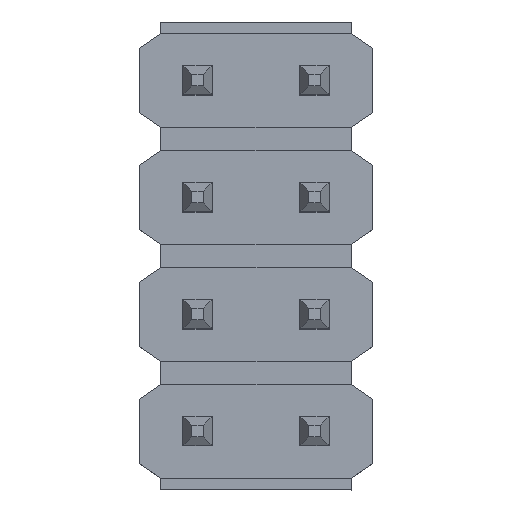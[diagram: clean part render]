
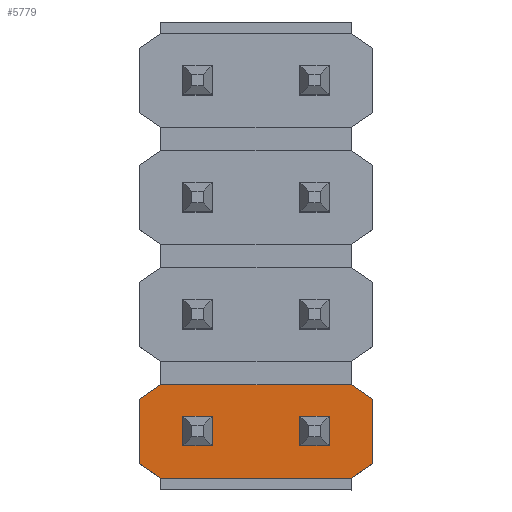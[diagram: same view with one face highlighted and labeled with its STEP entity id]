
A CAD part, top view. The second image highlights one B-rep face of the part: STEP entity #5779.
In plain terms, the highlighted planar face has unit normal (0, 0, 1).
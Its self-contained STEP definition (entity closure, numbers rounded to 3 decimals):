
#492=ORIENTED_EDGE('',*,*,#1271,.T.);
#493=ORIENTED_EDGE('',*,*,#1189,.F.);
#494=ORIENTED_EDGE('',*,*,#1291,.T.);
#495=ORIENTED_EDGE('',*,*,#1299,.T.);
#496=ORIENTED_EDGE('',*,*,#1380,.F.);
#497=ORIENTED_EDGE('',*,*,#1200,.F.);
#498=ORIENTED_EDGE('',*,*,#1334,.F.);
#499=ORIENTED_EDGE('',*,*,#1314,.F.);
#500=ORIENTED_EDGE('',*,*,#1442,.T.);
#501=ORIENTED_EDGE('',*,*,#1443,.T.);
#502=ORIENTED_EDGE('',*,*,#1444,.T.);
#503=ORIENTED_EDGE('',*,*,#1445,.T.);
#504=ORIENTED_EDGE('',*,*,#1446,.T.);
#505=ORIENTED_EDGE('',*,*,#1447,.T.);
#506=ORIENTED_EDGE('',*,*,#1448,.T.);
#507=ORIENTED_EDGE('',*,*,#1449,.T.);
#1189=EDGE_CURVE('',#1758,#1759,#2109,.T.);
#1200=EDGE_CURVE('',#1768,#1769,#2120,.T.);
#1271=EDGE_CURVE('',#1828,#1759,#2191,.T.);
#1291=EDGE_CURVE('',#1758,#1845,#2211,.T.);
#1299=EDGE_CURVE('',#1845,#1849,#2219,.T.);
#1314=EDGE_CURVE('',#1828,#1861,#2234,.T.);
#1334=EDGE_CURVE('',#1861,#1768,#2254,.T.);
#1380=EDGE_CURVE('',#1769,#1849,#2300,.T.);
#1442=EDGE_CURVE('',#1920,#1921,#2362,.T.);
#1443=EDGE_CURVE('',#1921,#1922,#2363,.T.);
#1444=EDGE_CURVE('',#1922,#1923,#2364,.T.);
#1445=EDGE_CURVE('',#1923,#1920,#2365,.T.);
#1446=EDGE_CURVE('',#1924,#1925,#2366,.T.);
#1447=EDGE_CURVE('',#1925,#1926,#2367,.T.);
#1448=EDGE_CURVE('',#1926,#1927,#2368,.T.);
#1449=EDGE_CURVE('',#1927,#1924,#2369,.T.);
#1758=VERTEX_POINT('',#7286);
#1759=VERTEX_POINT('',#7287);
#1768=VERTEX_POINT('',#7310);
#1769=VERTEX_POINT('',#7311);
#1828=VERTEX_POINT('',#7460);
#1845=VERTEX_POINT('',#7501);
#1849=VERTEX_POINT('',#7515);
#1861=VERTEX_POINT('',#7545);
#1920=VERTEX_POINT('',#7788);
#1921=VERTEX_POINT('',#7789);
#1922=VERTEX_POINT('',#7791);
#1923=VERTEX_POINT('',#7793);
#1924=VERTEX_POINT('',#7796);
#1925=VERTEX_POINT('',#7797);
#1926=VERTEX_POINT('',#7799);
#1927=VERTEX_POINT('',#7801);
#2109=LINE('',#7285,#2681);
#2120=LINE('',#7309,#2692);
#2191=LINE('',#7459,#2763);
#2211=LINE('',#7502,#2783);
#2219=LINE('',#7516,#2791);
#2234=LINE('',#7547,#2806);
#2254=LINE('',#7588,#2826);
#2300=LINE('',#7661,#2872);
#2362=LINE('',#7787,#2934);
#2363=LINE('',#7790,#2935);
#2364=LINE('',#7792,#2936);
#2365=LINE('',#7794,#2937);
#2366=LINE('',#7795,#2938);
#2367=LINE('',#7798,#2939);
#2368=LINE('',#7800,#2940);
#2369=LINE('',#7802,#2941);
#2681=VECTOR('',#6215,1000.);
#2692=VECTOR('',#6232,1000.);
#2763=VECTOR('',#6341,1000.);
#2783=VECTOR('',#6371,1000.);
#2791=VECTOR('',#6383,1000.);
#2806=VECTOR('',#6406,1000.);
#2826=VECTOR('',#6440,1000.);
#2872=VECTOR('',#6516,1000.);
#2934=VECTOR('',#6642,1000.);
#2935=VECTOR('',#6643,1000.);
#2936=VECTOR('',#6644,1000.);
#2937=VECTOR('',#6645,1000.);
#2938=VECTOR('',#6646,1000.);
#2939=VECTOR('',#6647,1000.);
#2940=VECTOR('',#6648,1000.);
#2941=VECTOR('',#6649,1000.);
#3331=EDGE_LOOP('',(#492,#493,#494,#495,#496,#497,#498,#499));
#3332=EDGE_LOOP('',(#500,#501,#502,#503));
#3333=EDGE_LOOP('',(#504,#505,#506,#507));
#3589=FACE_BOUND('',#3331,.T.);
#3590=FACE_BOUND('',#3332,.T.);
#3591=FACE_BOUND('',#3333,.T.);
#3841=PLANE('',#6028);
#5779=ADVANCED_FACE('',(#3589,#3590,#3591),#3841,.T.);
#6028=AXIS2_PLACEMENT_3D('',#7786,#6640,#6641);
#6215=DIRECTION('',(0.,-1.,0.));
#6232=DIRECTION('',(0.,1.,0.));
#6341=DIRECTION('',(0.57,0.821,0.));
#6371=DIRECTION('',(-0.57,0.821,0.));
#6383=DIRECTION('',(-1.,0.,0.));
#6406=DIRECTION('',(-1.,0.,0.));
#6440=DIRECTION('',(-0.56,0.829,0.));
#6516=DIRECTION('',(0.56,0.829,0.));
#6640=DIRECTION('',(0.,0.,1.));
#6641=DIRECTION('',(1.,0.,0.));
#6642=DIRECTION('',(-1.,0.,0.));
#6643=DIRECTION('',(0.,1.,0.));
#6644=DIRECTION('',(1.,0.,0.));
#6645=DIRECTION('',(0.,-1.,0.));
#6646=DIRECTION('',(-1.,0.,0.));
#6647=DIRECTION('',(0.,1.,0.));
#6648=DIRECTION('',(1.,0.,0.));
#6649=DIRECTION('',(0.,-1.,0.));
#7285=CARTESIAN_POINT('',(3.8,1.63,1.));
#7286=CARTESIAN_POINT('',(3.8,1.64,1.));
#7287=CARTESIAN_POINT('',(3.8,-1.64,1.));
#7309=CARTESIAN_POINT('',(2.2,-1.63,1.));
#7310=CARTESIAN_POINT('',(2.2,-1.63,1.));
#7311=CARTESIAN_POINT('',(2.2,1.63,1.));
#7459=CARTESIAN_POINT('',(3.55,-2.,1.));
#7460=CARTESIAN_POINT('',(3.55,-2.,1.));
#7501=CARTESIAN_POINT('',(3.55,2.,1.));
#7502=CARTESIAN_POINT('',(3.8,1.64,1.));
#7515=CARTESIAN_POINT('',(2.45,2.,1.));
#7516=CARTESIAN_POINT('',(4.,2.,1.));
#7545=CARTESIAN_POINT('',(2.45,-2.,1.));
#7547=CARTESIAN_POINT('',(4.,-2.,1.));
#7588=CARTESIAN_POINT('',(2.45,-2.,1.));
#7661=CARTESIAN_POINT('',(2.2,1.63,1.));
#7786=CARTESIAN_POINT('',(4.,-2.,1.));
#7787=CARTESIAN_POINT('',(3.25,-1.25,1.));
#7788=CARTESIAN_POINT('',(3.25,-1.25,1.));
#7789=CARTESIAN_POINT('',(2.75,-1.25,1.));
#7790=CARTESIAN_POINT('',(2.75,-1.25,1.));
#7791=CARTESIAN_POINT('',(2.75,-0.75,1.));
#7792=CARTESIAN_POINT('',(2.75,-0.75,1.));
#7793=CARTESIAN_POINT('',(3.25,-0.75,1.));
#7794=CARTESIAN_POINT('',(3.25,-0.75,1.));
#7795=CARTESIAN_POINT('',(3.25,0.75,1.));
#7796=CARTESIAN_POINT('',(3.25,0.75,1.));
#7797=CARTESIAN_POINT('',(2.75,0.75,1.));
#7798=CARTESIAN_POINT('',(2.75,0.75,1.));
#7799=CARTESIAN_POINT('',(2.75,1.25,1.));
#7800=CARTESIAN_POINT('',(2.75,1.25,1.));
#7801=CARTESIAN_POINT('',(3.25,1.25,1.));
#7802=CARTESIAN_POINT('',(3.25,1.25,1.));
